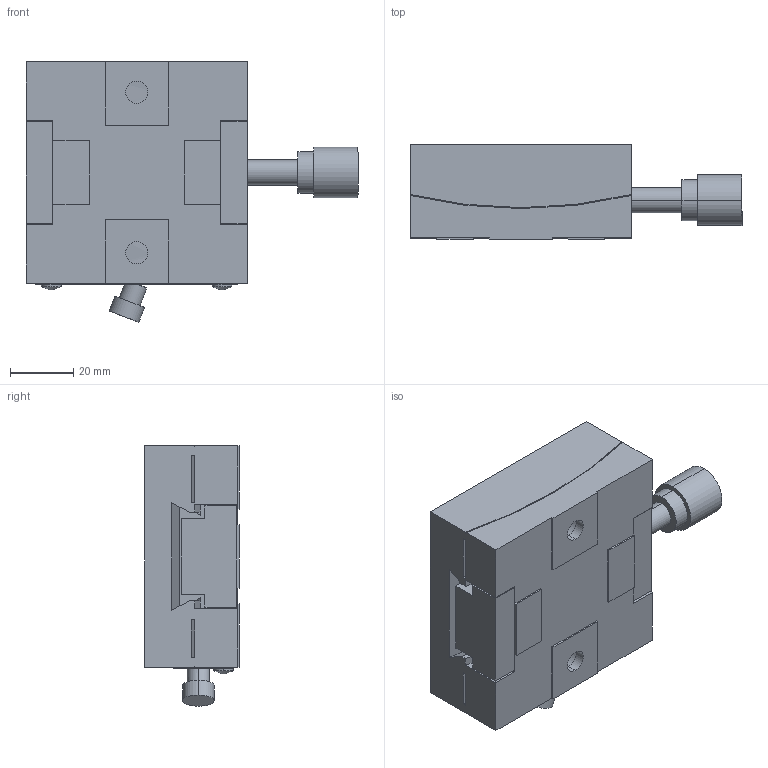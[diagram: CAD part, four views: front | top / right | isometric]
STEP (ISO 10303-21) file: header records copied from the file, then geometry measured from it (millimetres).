
FILE_DESCRIPTION (( 'STEP AP203' ), '1' );
FILE_NAME ('66533.STEP', '2010-09-03T03:48:09', ( '' ), ( '' ), 'SwSTEP 2.0', 'SolidWorks 2007', '' );
FILE_SCHEMA (( 'CONFIG_CONTROL_DESIGN' ));
Length unit declared in the file: millimetre
Products named in the file (2): 66533_蹬怮椔; 66533
Assembly tree (1 placements, depth 2):
  66533
    66533_蹬怮椔
Bounding box: 105 x 30 x 82.34 mm (x, y, z)
Volume: 136766 mm3; surface area: 34585.3 mm2
Topology: 1 solids, 3 shells, 299 faces, 753 edges, 461 vertices
Faces by surface type: cylinder 137, plane 107, cone 53, bspline 2
Entity records: 9641 total; most frequent: CARTESIAN_POINT 2321, DIRECTION 1551, ORIENTED_EDGE 1422, EDGE_CURVE 711, AXIS2_PLACEMENT_3D 590, VERTEX_POINT 461, VECTOR 371, LINE 371
